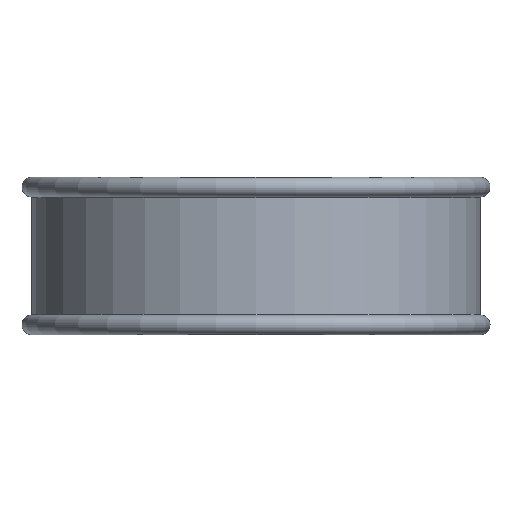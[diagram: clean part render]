
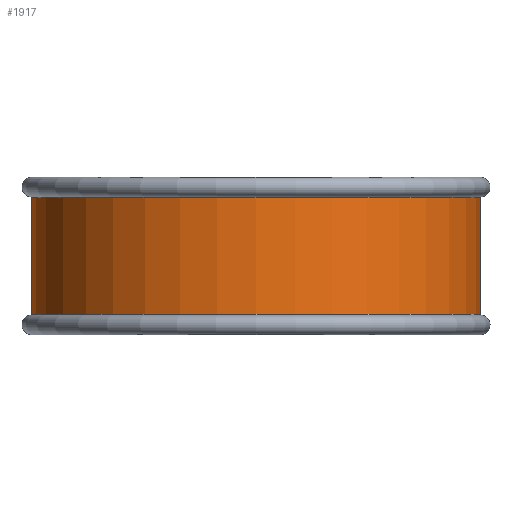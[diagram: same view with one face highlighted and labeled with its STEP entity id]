
A CAD part, front view. The second image highlights one B-rep face of the part: STEP entity #1917.
In plain terms, the highlighted cylindrical face has radius 57 mm (diameter 114 mm), a partial arc.
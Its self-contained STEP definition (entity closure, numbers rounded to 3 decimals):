
#62 = CARTESIAN_POINT ( 'NONE',  ( -56.991, -1., -14.807 ) ) ;
#126 = EDGE_CURVE ( 'NONE', #1420, #1107, #978, .T. ) ;
#137 = CIRCLE ( 'NONE', #1634, 57. ) ;
#192 = CARTESIAN_POINT ( 'NONE',  ( 56.991, -1., 0. ) ) ;
#210 = AXIS2_PLACEMENT_3D ( 'NONE', #262, #403, #590 ) ;
#228 = DIRECTION ( 'NONE',  ( 0., 0., 1. ) ) ;
#248 = ORIENTED_EDGE ( 'NONE', *, *, #1433, .T. ) ;
#255 = LINE ( 'NONE', #1208, #1736 ) ;
#262 = CARTESIAN_POINT ( 'NONE',  ( 0., 0., 0. ) ) ;
#384 = DIRECTION ( 'NONE',  ( 0., 0., 1. ) ) ;
#403 = DIRECTION ( 'NONE',  ( 0., 0., -1. ) ) ;
#405 = CIRCLE ( 'NONE', #513, 57. ) ;
#426 = DIRECTION ( 'NONE',  ( 0., 0., -1. ) ) ;
#472 = VERTEX_POINT ( 'NONE', #62 ) ;
#489 = ORIENTED_EDGE ( 'NONE', *, *, #126, .T. ) ;
#513 = AXIS2_PLACEMENT_3D ( 'NONE', #1880, #1361, #1070 ) ;
#589 = ORIENTED_EDGE ( 'NONE', *, *, #1932, .T. ) ;
#590 = DIRECTION ( 'NONE',  ( -1., 0., 0. ) ) ;
#613 = FACE_OUTER_BOUND ( 'NONE', #859, .T. ) ;
#647 = EDGE_CURVE ( 'NONE', #1107, #1043, #405, .T. ) ;
#670 = VECTOR ( 'NONE', #384, 1000. ) ;
#680 = CARTESIAN_POINT ( 'NONE',  ( 0., 0., -14.807 ) ) ;
#703 = DIRECTION ( 'NONE',  ( -1., 0., 0. ) ) ;
#859 = EDGE_LOOP ( 'NONE', ( #589, #248, #489, #1246 ) ) ;
#978 = LINE ( 'NONE', #192, #670 ) ;
#1043 = VERTEX_POINT ( 'NONE', #1671 ) ;
#1070 = DIRECTION ( 'NONE',  ( -1., 0., 0. ) ) ;
#1107 = VERTEX_POINT ( 'NONE', #1501 ) ;
#1208 = CARTESIAN_POINT ( 'NONE',  ( -56.991, -1., 0. ) ) ;
#1246 = ORIENTED_EDGE ( 'NONE', *, *, #647, .T. ) ;
#1317 = CARTESIAN_POINT ( 'NONE',  ( 56.991, -1., -14.807 ) ) ;
#1361 = DIRECTION ( 'NONE',  ( 0., 0., -1. ) ) ;
#1420 = VERTEX_POINT ( 'NONE', #1317 ) ;
#1433 = EDGE_CURVE ( 'NONE', #472, #1420, #137, .T. ) ;
#1501 = CARTESIAN_POINT ( 'NONE',  ( 56.991, -1., 14.807 ) ) ;
#1634 = AXIS2_PLACEMENT_3D ( 'NONE', #680, #228, #703 ) ;
#1671 = CARTESIAN_POINT ( 'NONE',  ( -56.991, -1., 14.807 ) ) ;
#1736 = VECTOR ( 'NONE', #426, 1000. ) ;
#1838 = CYLINDRICAL_SURFACE ( 'NONE', #210, 57. ) ;
#1880 = CARTESIAN_POINT ( 'NONE',  ( 0., 0., 14.807 ) ) ;
#1917 = ADVANCED_FACE ( 'NONE', ( #613 ), #1838, .T. ) ;
#1932 = EDGE_CURVE ( 'NONE', #1043, #472, #255, .T. ) ;
